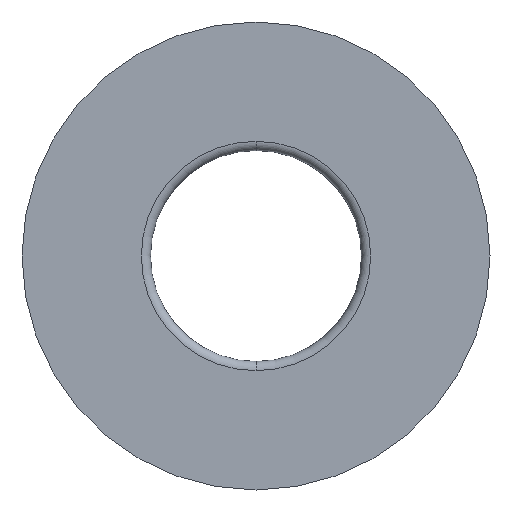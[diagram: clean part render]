
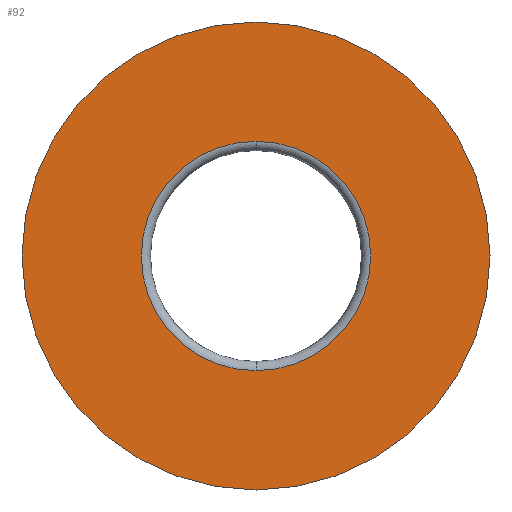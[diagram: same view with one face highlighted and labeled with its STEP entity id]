
A CAD part, front view. The second image highlights one B-rep face of the part: STEP entity #92.
In plain terms, the highlighted planar face has unit normal (0, -1, 0).
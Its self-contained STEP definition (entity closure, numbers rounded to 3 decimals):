
#8 = CIRCLE ( 'NONE', #59, 51. ) ;
#11 = CIRCLE ( 'NONE', #284, 25. ) ;
#14 = CARTESIAN_POINT ( 'NONE',  ( 0., 0., 0. ) ) ;
#15 = ORIENTED_EDGE ( 'NONE', *, *, #381, .T. ) ;
#59 = AXIS2_PLACEMENT_3D ( 'NONE', #85, #248, #88 ) ;
#69 = DIRECTION ( 'NONE',  ( 0., 0., 1. ) ) ;
#85 = CARTESIAN_POINT ( 'NONE',  ( 0., 0., 0. ) ) ;
#88 = DIRECTION ( 'NONE',  ( 0., 0., 1. ) ) ;
#92 = ADVANCED_FACE ( 'NONE', ( #355, #327 ), #255, .T. ) ;
#101 = EDGE_LOOP ( 'NONE', ( #364, #258 ) ) ;
#107 = DIRECTION ( 'NONE',  ( 0., 1., 0. ) ) ;
#119 = DIRECTION ( 'NONE',  ( 0., 1., 0. ) ) ;
#122 = DIRECTION ( 'NONE',  ( 0., -1., 0. ) ) ;
#171 = EDGE_CURVE ( 'NONE', #266, #276, #8, .T. ) ;
#174 = EDGE_LOOP ( 'NONE', ( #15, #196 ) ) ;
#181 = CARTESIAN_POINT ( 'NONE',  ( 0., 0., -25. ) ) ;
#187 = VERTEX_POINT ( 'NONE', #337 ) ;
#196 = ORIENTED_EDGE ( 'NONE', *, *, #368, .T. ) ;
#209 = AXIS2_PLACEMENT_3D ( 'NONE', #227, #107, #69 ) ;
#211 = DIRECTION ( 'NONE',  ( 0., 1., 0. ) ) ;
#214 = CIRCLE ( 'NONE', #209, 51. ) ;
#227 = CARTESIAN_POINT ( 'NONE',  ( 0., 0., 0. ) ) ;
#239 = DIRECTION ( 'NONE',  ( 0., 0., 1. ) ) ;
#248 = DIRECTION ( 'NONE',  ( 0., 1., 0. ) ) ;
#255 = PLANE ( 'NONE',  #374 ) ;
#258 = ORIENTED_EDGE ( 'NONE', *, *, #286, .F. ) ;
#260 = VERTEX_POINT ( 'NONE', #181 ) ;
#264 = CIRCLE ( 'NONE', #345, 25. ) ;
#265 = CARTESIAN_POINT ( 'NONE',  ( 0., 0., -51. ) ) ;
#266 = VERTEX_POINT ( 'NONE', #403 ) ;
#276 = VERTEX_POINT ( 'NONE', #265 ) ;
#281 = DIRECTION ( 'NONE',  ( 0., 0., -1. ) ) ;
#284 = AXIS2_PLACEMENT_3D ( 'NONE', #418, #211, #347 ) ;
#286 = EDGE_CURVE ( 'NONE', #276, #266, #214, .T. ) ;
#317 = CARTESIAN_POINT ( 'NONE',  ( -51., 0., 0. ) ) ;
#327 = FACE_OUTER_BOUND ( 'NONE', #101, .T. ) ;
#337 = CARTESIAN_POINT ( 'NONE',  ( 0., 0., 25. ) ) ;
#345 = AXIS2_PLACEMENT_3D ( 'NONE', #14, #119, #239 ) ;
#347 = DIRECTION ( 'NONE',  ( 0., 0., 1. ) ) ;
#355 = FACE_BOUND ( 'NONE', #174, .T. ) ;
#364 = ORIENTED_EDGE ( 'NONE', *, *, #171, .F. ) ;
#368 = EDGE_CURVE ( 'NONE', #260, #187, #11, .T. ) ;
#374 = AXIS2_PLACEMENT_3D ( 'NONE', #317, #122, #281 ) ;
#381 = EDGE_CURVE ( 'NONE', #187, #260, #264, .T. ) ;
#403 = CARTESIAN_POINT ( 'NONE',  ( 0., 0., 51. ) ) ;
#418 = CARTESIAN_POINT ( 'NONE',  ( 0., 0., 0. ) ) ;
